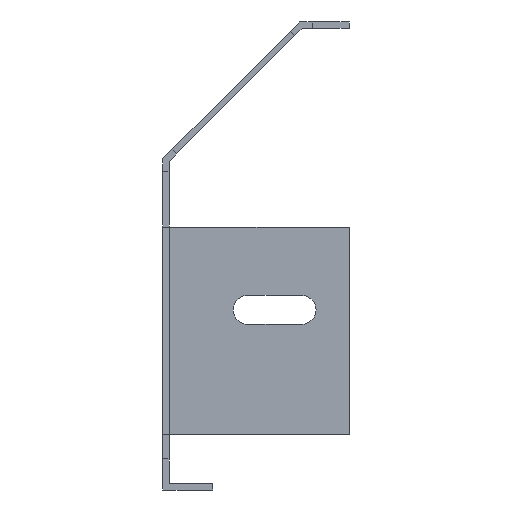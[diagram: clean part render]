
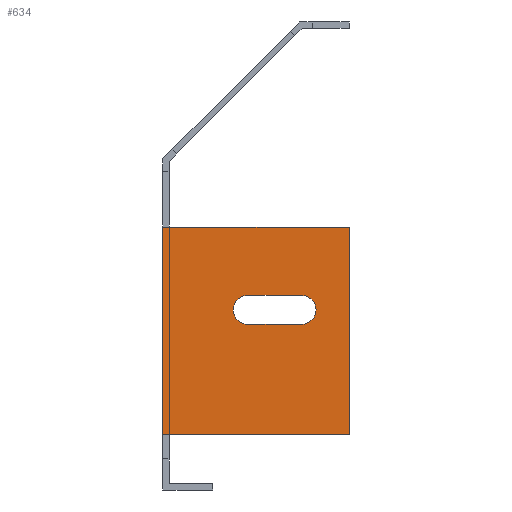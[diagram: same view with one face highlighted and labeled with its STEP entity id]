
A CAD part, left-side view. The second image highlights one B-rep face of the part: STEP entity #634.
In plain terms, the highlighted planar face has unit normal (-1, 0, 0).
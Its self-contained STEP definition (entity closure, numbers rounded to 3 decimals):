
#6 = ORIENTED_EDGE ( 'NONE', *, *, #1317, .T. ) ;
#14 = EDGE_CURVE ( 'NONE', #1112, #1652, #1241, .T. ) ;
#24 = EDGE_LOOP ( 'NONE', ( #6, #1669, #847, #1068, #1572 ) ) ;
#36 = LINE ( 'NONE', #1490, #1073 ) ;
#43 = EDGE_CURVE ( 'NONE', #890, #205, #966, .T. ) ;
#98 = CARTESIAN_POINT ( 'NONE',  ( -252., -45., 0. ) ) ;
#116 = CIRCLE ( 'NONE', #1435, 3.5 ) ;
#138 = AXIS2_PLACEMENT_3D ( 'NONE', #313, #307, #908 ) ;
#182 = CARTESIAN_POINT ( 'NONE',  ( -252., 0., 0. ) ) ;
#190 = CIRCLE ( 'NONE', #308, 3.5 ) ;
#205 = VERTEX_POINT ( 'NONE', #625 ) ;
#303 = CIRCLE ( 'NONE', #138, 3.5 ) ;
#307 = DIRECTION ( 'NONE',  ( 1., 0., 0. ) ) ;
#308 = AXIS2_PLACEMENT_3D ( 'NONE', #778, #805, #702 ) ;
#313 = CARTESIAN_POINT ( 'NONE',  ( -252., -20.5, 3.5 ) ) ;
#340 = DIRECTION ( 'NONE',  ( 0., 0., 1. ) ) ;
#357 = DIRECTION ( 'NONE',  ( 0., 1., 0. ) ) ;
#365 = DIRECTION ( 'NONE',  ( 0., 1., 0. ) ) ;
#372 = DIRECTION ( 'NONE',  ( 0., -1., 0. ) ) ;
#393 = VECTOR ( 'NONE', #1018, 1000. ) ;
#417 = EDGE_CURVE ( 'NONE', #494, #1573, #190, .T. ) ;
#418 = ORIENTED_EDGE ( 'NONE', *, *, #449, .T. ) ;
#449 = EDGE_CURVE ( 'NONE', #1652, #205, #822, .T. ) ;
#487 = CARTESIAN_POINT ( 'NONE',  ( -252., -20.5, 0. ) ) ;
#491 = EDGE_CURVE ( 'NONE', #539, #1488, #1125, .T. ) ;
#494 = VERTEX_POINT ( 'NONE', #1506 ) ;
#501 = VECTOR ( 'NONE', #340, 1000. ) ;
#503 = DIRECTION ( 'NONE',  ( 0., 1., 0. ) ) ;
#536 = ORIENTED_EDGE ( 'NONE', *, *, #491, .T. ) ;
#539 = VERTEX_POINT ( 'NONE', #1119 ) ;
#540 = CARTESIAN_POINT ( 'NONE',  ( -252., -33.5, 7. ) ) ;
#625 = CARTESIAN_POINT ( 'NONE',  ( -252., 0., -26.5 ) ) ;
#634 = ADVANCED_FACE ( 'NONE', ( #1380, #830 ), #716, .T. ) ;
#676 = DIRECTION ( 'NONE',  ( 0., 1., 0. ) ) ;
#696 = CARTESIAN_POINT ( 'NONE',  ( -252., 0., 23.5 ) ) ;
#702 = DIRECTION ( 'NONE',  ( 0., 1., 0. ) ) ;
#716 = PLANE ( 'NONE',  #729 ) ;
#729 = AXIS2_PLACEMENT_3D ( 'NONE', #182, #1631, #503 ) ;
#739 = EDGE_LOOP ( 'NONE', ( #1159, #1246, #418, #1633, #1539, #536 ) ) ;
#775 = CARTESIAN_POINT ( 'NONE',  ( -252., -33.5, 0. ) ) ;
#776 = LINE ( 'NONE', #1113, #1104 ) ;
#778 = CARTESIAN_POINT ( 'NONE',  ( -252., -33.5, 3.5 ) ) ;
#788 = DIRECTION ( 'NONE',  ( 0., 1., 0. ) ) ;
#805 = DIRECTION ( 'NONE',  ( 1., 0., 0. ) ) ;
#822 = LINE ( 'NONE', #948, #393 ) ;
#830 = FACE_BOUND ( 'NONE', #24, .T. ) ;
#847 = ORIENTED_EDGE ( 'NONE', *, *, #1371, .T. ) ;
#874 = LINE ( 'NONE', #1455, #1482 ) ;
#886 = VECTOR ( 'NONE', #365, 1000. ) ;
#890 = VERTEX_POINT ( 'NONE', #1617 ) ;
#903 = VERTEX_POINT ( 'NONE', #540 ) ;
#908 = DIRECTION ( 'NONE',  ( 0., 1., 0. ) ) ;
#927 = CARTESIAN_POINT ( 'NONE',  ( -252., -20.5, 7. ) ) ;
#948 = CARTESIAN_POINT ( 'NONE',  ( -252., 0., 40. ) ) ;
#966 = LINE ( 'NONE', #1272, #886 ) ;
#1018 = DIRECTION ( 'NONE',  ( 0., 0., -1. ) ) ;
#1061 = CARTESIAN_POINT ( 'NONE',  ( -252., -45., 23.5 ) ) ;
#1068 = ORIENTED_EDGE ( 'NONE', *, *, #1078, .T. ) ;
#1069 = CARTESIAN_POINT ( 'NONE',  ( -252., -7.5, 23.5 ) ) ;
#1073 = VECTOR ( 'NONE', #1460, 1000. ) ;
#1077 = CARTESIAN_POINT ( 'NONE',  ( -252., -33.5, 3.5 ) ) ;
#1078 = EDGE_CURVE ( 'NONE', #903, #494, #116, .T. ) ;
#1104 = VECTOR ( 'NONE', #1367, 1000. ) ;
#1110 = DIRECTION ( 'NONE',  ( 1., 0., 0. ) ) ;
#1112 = VERTEX_POINT ( 'NONE', #1069 ) ;
#1113 = CARTESIAN_POINT ( 'NONE',  ( -252., 0., 23.5 ) ) ;
#1119 = CARTESIAN_POINT ( 'NONE',  ( -252., -45., -26.5 ) ) ;
#1125 = LINE ( 'NONE', #98, #501 ) ;
#1158 = EDGE_CURVE ( 'NONE', #890, #539, #36, .T. ) ;
#1159 = ORIENTED_EDGE ( 'NONE', *, *, #1653, .T. ) ;
#1175 = VECTOR ( 'NONE', #788, 1000. ) ;
#1228 = LINE ( 'NONE', #487, #1552 ) ;
#1241 = LINE ( 'NONE', #1342, #1175 ) ;
#1246 = ORIENTED_EDGE ( 'NONE', *, *, #14, .T. ) ;
#1272 = CARTESIAN_POINT ( 'NONE',  ( -252., 0., -26.5 ) ) ;
#1317 = EDGE_CURVE ( 'NONE', #1573, #1535, #1228, .T. ) ;
#1327 = VERTEX_POINT ( 'NONE', #927 ) ;
#1342 = CARTESIAN_POINT ( 'NONE',  ( -252., -7.5, 23.5 ) ) ;
#1367 = DIRECTION ( 'NONE',  ( 0., 1., 0. ) ) ;
#1371 = EDGE_CURVE ( 'NONE', #1327, #903, #874, .T. ) ;
#1380 = FACE_OUTER_BOUND ( 'NONE', #739, .T. ) ;
#1428 = CARTESIAN_POINT ( 'NONE',  ( -252., -20.5, 0. ) ) ;
#1435 = AXIS2_PLACEMENT_3D ( 'NONE', #1077, #1110, #676 ) ;
#1455 = CARTESIAN_POINT ( 'NONE',  ( -252., -20.5, 7. ) ) ;
#1460 = DIRECTION ( 'NONE',  ( 0., -1., 0. ) ) ;
#1482 = VECTOR ( 'NONE', #372, 1000. ) ;
#1488 = VERTEX_POINT ( 'NONE', #1061 ) ;
#1490 = CARTESIAN_POINT ( 'NONE',  ( -252., 0., -26.5 ) ) ;
#1506 = CARTESIAN_POINT ( 'NONE',  ( -252., -37., 3.5 ) ) ;
#1532 = EDGE_CURVE ( 'NONE', #1535, #1327, #303, .T. ) ;
#1535 = VERTEX_POINT ( 'NONE', #1428 ) ;
#1539 = ORIENTED_EDGE ( 'NONE', *, *, #1158, .T. ) ;
#1552 = VECTOR ( 'NONE', #357, 1000. ) ;
#1572 = ORIENTED_EDGE ( 'NONE', *, *, #417, .T. ) ;
#1573 = VERTEX_POINT ( 'NONE', #775 ) ;
#1617 = CARTESIAN_POINT ( 'NONE',  ( -252., -7.5, -26.5 ) ) ;
#1631 = DIRECTION ( 'NONE',  ( -1., 0., 0. ) ) ;
#1633 = ORIENTED_EDGE ( 'NONE', *, *, #43, .F. ) ;
#1652 = VERTEX_POINT ( 'NONE', #696 ) ;
#1653 = EDGE_CURVE ( 'NONE', #1488, #1112, #776, .T. ) ;
#1669 = ORIENTED_EDGE ( 'NONE', *, *, #1532, .T. ) ;
